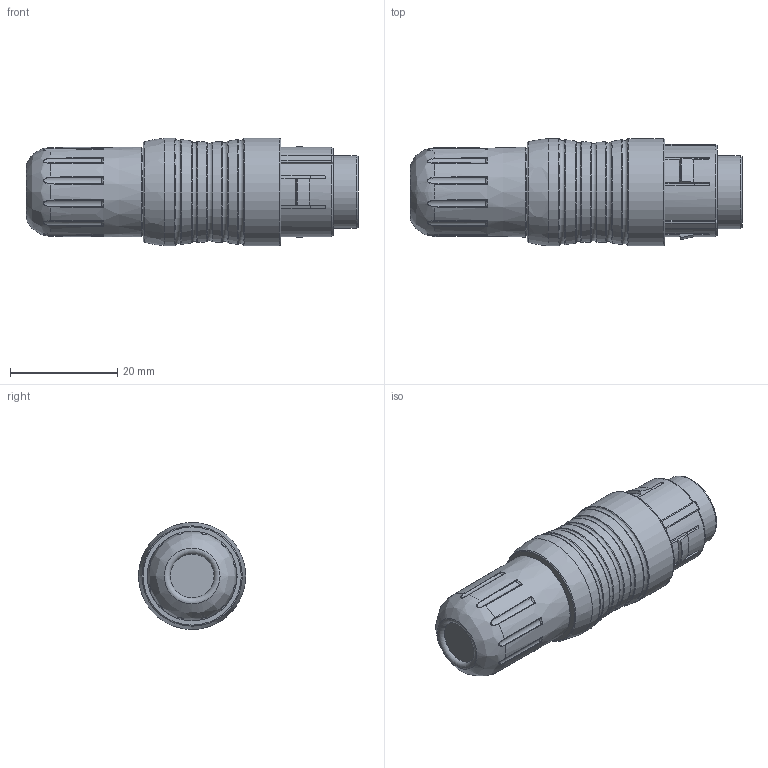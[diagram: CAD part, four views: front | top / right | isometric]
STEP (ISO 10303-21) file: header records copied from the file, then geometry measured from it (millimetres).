
FILE_DESCRIPTION(/* description */ (''),/* implementation_level */ '2;1');
FILE_NAME(/* name */ '99_4805_00_03_001_01.stp',/* time_stamp */ '2016-11-07T10:16:11+01:00',/* author */ (''),/* organization */ (''),/* preprocessor_version */ 'ST-DEVELOPER v14',/* originating_system */ 'SIEMENS PLM Software NX 8.0',/* authorisation */ '');
FILE_SCHEMA (('AUTOMOTIVE_DESIGN { 1 0 10303 214 3 1 1 1 }'));
Length unit declared in the file: millimetre
Products named in the file (1): cerl0DD873EC9le4
Bounding box: 62 x 20.05 x 20 mm (x, y, z)
Volume: 13967.3 mm3; surface area: 4574 mm2
Topology: 1 solids, 1 shells, 241 faces, 629 edges, 375 vertices
Faces by surface type: bspline 80, cylinder 59, plane 56, torus 25, cone 21
Full cylindrical faces by diameter (mm): 1.49 x3, 12.1 x1, 13.6 x1, 14.188 x1, 19.999 x1, 20 x1
Entity records: 9753 total; most frequent: CARTESIAN_POINT 4704, ORIENTED_EDGE 1080, DIRECTION 943, EDGE_CURVE 540, AXIS2_PLACEMENT_3D 389, VERTEX_POINT 358, EDGE_LOOP 298, ADVANCED_FACE 241
